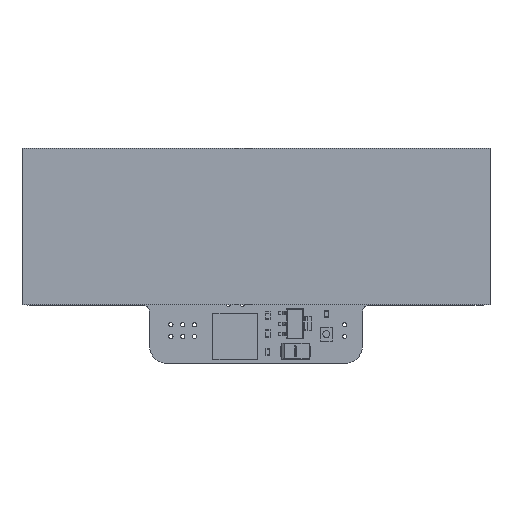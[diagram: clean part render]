
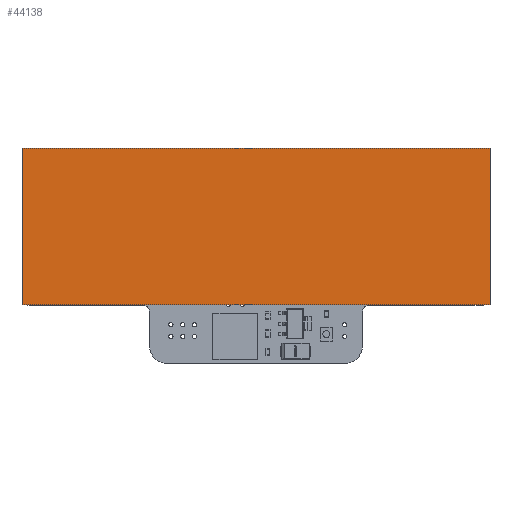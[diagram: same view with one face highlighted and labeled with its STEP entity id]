
A CAD part, top view. The second image highlights one B-rep face of the part: STEP entity #44138.
In plain terms, the highlighted planar face has unit normal (0, 0, 1).
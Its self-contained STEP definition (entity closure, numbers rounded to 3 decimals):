
#44009 = VERTEX_POINT('',#44010);
#44010 = CARTESIAN_POINT('',(26.035,119.272,
    17.8));
#44016 = EDGE_CURVE('',#44009,#44017,#44019,.T.);
#44017 = VERTEX_POINT('',#44018);
#44018 = CARTESIAN_POINT('',(126.619,119.272,
    17.8));
#44019 = LINE('',#44020,#44021);
#44020 = CARTESIAN_POINT('',(26.035,119.272,
    17.8));
#44021 = VECTOR('',#44022,1.);
#44022 = DIRECTION('',(1.,0.,0.));
#44047 = EDGE_CURVE('',#44017,#44048,#44050,.T.);
#44048 = VERTEX_POINT('',#44049);
#44049 = CARTESIAN_POINT('',(126.619,85.681,
    17.8));
#44050 = LINE('',#44051,#44052);
#44051 = CARTESIAN_POINT('',(126.619,119.272,
    17.8));
#44052 = VECTOR('',#44053,1.);
#44053 = DIRECTION('',(0.,-1.,0.));
#44078 = EDGE_CURVE('',#44048,#44079,#44081,.T.);
#44079 = VERTEX_POINT('',#44080);
#44080 = CARTESIAN_POINT('',(26.035,85.681,
    17.8));
#44081 = LINE('',#44082,#44083);
#44082 = CARTESIAN_POINT('',(126.619,85.681,
    17.8));
#44083 = VECTOR('',#44084,1.);
#44084 = DIRECTION('',(-1.,0.,0.));
#44109 = EDGE_CURVE('',#44079,#44009,#44110,.T.);
#44110 = LINE('',#44111,#44112);
#44111 = CARTESIAN_POINT('',(26.035,85.681,
    17.8));
#44112 = VECTOR('',#44113,1.);
#44113 = DIRECTION('',(0.,1.,0.));
#44138 = ADVANCED_FACE('',(#44139),#44145,.T.);
#44139 = FACE_BOUND('',#44140,.F.);
#44140 = EDGE_LOOP('',(#44141,#44142,#44143,#44144));
#44141 = ORIENTED_EDGE('',*,*,#44016,.T.);
#44142 = ORIENTED_EDGE('',*,*,#44047,.T.);
#44143 = ORIENTED_EDGE('',*,*,#44078,.T.);
#44144 = ORIENTED_EDGE('',*,*,#44109,.T.);
#44145 = PLANE('',#44146);
#44146 = AXIS2_PLACEMENT_3D('',#44147,#44148,#44149);
#44147 = CARTESIAN_POINT('',(26.035,119.272,
    17.8));
#44148 = DIRECTION('',(0.,0.,1.));
#44149 = DIRECTION('',(1.,0.,0.));
